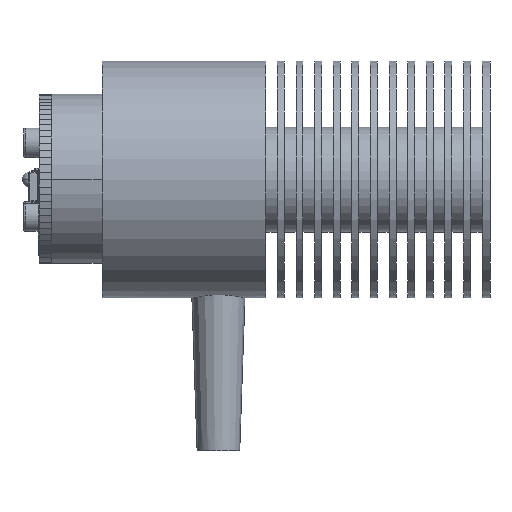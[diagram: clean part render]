
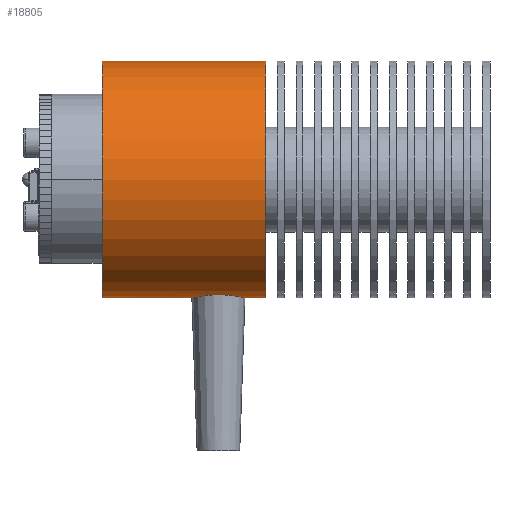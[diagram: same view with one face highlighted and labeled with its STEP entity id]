
A CAD part, front view. The second image highlights one B-rep face of the part: STEP entity #18805.
In plain terms, the highlighted cylindrical face has radius 15.25 mm (diameter 30.5 mm), a partial arc.
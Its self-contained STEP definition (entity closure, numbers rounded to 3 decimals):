
#74 = DIRECTION ( 'NONE',  ( -1., 0., 0. ) ) ;
#265 = DIRECTION ( 'NONE',  ( -1., 0., 0. ) ) ;
#477 = CIRCLE ( 'NONE', #23785, 15.25 ) ;
#898 = CARTESIAN_POINT ( 'NONE',  ( -35.228, -3.5, -14.843 ) ) ;
#919 = VERTEX_POINT ( 'NONE', #6265 ) ;
#950 = B_SPLINE_CURVE_WITH_KNOTS ( 'NONE', 3,
 ( #22234, #21915, #10783, #2978, #8695, #18274, #20209, #24058, #16198, #23973, #12450, #10623, #16278, #24133, #16351, #12687, #6857, #898, #10697, #2902, #12380, #12527, #1135, #1216, #8773, #12608, #14518, #23817, #18434, #14360, #14592, #3140, #14272, #6938 ),
 .UNSPECIFIED., .F., .F.,
 ( 4, 2, 2, 2, 2, 2, 2, 2, 2, 2, 2, 2, 2, 2, 2, 2, 4 ),
 ( 0., 0.001, 0.001, 0.002, 0.003, 0.003, 0.004, 0.005, 0.005, 0.006, 0.007, 0.008, 0.008, 0.009, 0.01, 0.01, 0.011 ),
 .UNSPECIFIED. ) ;
#1135 = CARTESIAN_POINT ( 'NONE',  ( -36.757, -3.036, -14.945 ) ) ;
#1216 = CARTESIAN_POINT ( 'NONE',  ( -37.135, -2.783, -14.995 ) ) ;
#2294 = CIRCLE ( 'NONE', #15764, 15.25 ) ;
#2557 = ORIENTED_EDGE ( 'NONE', *, *, #21253, .F. ) ;
#2558 = VECTOR ( 'NONE', #17278, 1000. ) ;
#2719 = ORIENTED_EDGE ( 'NONE', *, *, #22059, .T. ) ;
#2902 = CARTESIAN_POINT ( 'NONE',  ( -35.91, -3.387, -14.869 ) ) ;
#2978 = CARTESIAN_POINT ( 'NONE',  ( -31.612, -0.909, -15.225 ) ) ;
#3140 = CARTESIAN_POINT ( 'NONE',  ( -38.477, -0.461, -15.245 ) ) ;
#3885 = ORIENTED_EDGE ( 'NONE', *, *, #15366, .F. ) ;
#4340 = VECTOR ( 'NONE', #74, 1000. ) ;
#4375 = LINE ( 'NONE', #22718, #2558 ) ;
#4702 = CARTESIAN_POINT ( 'NONE',  ( -28.9, 0., 15.25 ) ) ;
#5726 = FACE_OUTER_BOUND ( 'NONE', #12069, .T. ) ;
#6265 = CARTESIAN_POINT ( 'NONE',  ( -50., 0., 15.25 ) ) ;
#6611 = CYLINDRICAL_SURFACE ( 'NONE', #10914, 15.25 ) ;
#6857 = CARTESIAN_POINT ( 'NONE',  ( -34.769, -3.5, -14.843 ) ) ;
#6938 = CARTESIAN_POINT ( 'NONE',  ( -38.5, 0., -15.25 ) ) ;
#6988 = CARTESIAN_POINT ( 'NONE',  ( -50., 0., -15.25 ) ) ;
#7784 = ORIENTED_EDGE ( 'NONE', *, *, #15505, .F. ) ;
#8695 = CARTESIAN_POINT ( 'NONE',  ( -31.68, -1.131, -15.209 ) ) ;
#8773 = CARTESIAN_POINT ( 'NONE',  ( -37.313, -2.637, -15.021 ) ) ;
#9673 = DIRECTION ( 'NONE',  ( 0., 0., 1. ) ) ;
#10535 = VERTEX_POINT ( 'NONE', #6988 ) ;
#10623 = CARTESIAN_POINT ( 'NONE',  ( -33.245, -3.037, -14.945 ) ) ;
#10697 = CARTESIAN_POINT ( 'NONE',  ( -35.461, -3.477, -14.848 ) ) ;
#10783 = CARTESIAN_POINT ( 'NONE',  ( -31.523, -0.46, -15.245 ) ) ;
#10914 = AXIS2_PLACEMENT_3D ( 'NONE', #14168, #17758, #12257 ) ;
#11772 = CARTESIAN_POINT ( 'NONE',  ( -28.9, 0., 0. ) ) ;
#12069 = EDGE_LOOP ( 'NONE', ( #3885, #2719, #21921, #17724, #2557, #7784 ) ) ;
#12257 = DIRECTION ( 'NONE',  ( 0., 0., 1. ) ) ;
#12311 = DIRECTION ( 'NONE',  ( -1., 0., 0. ) ) ;
#12380 = CARTESIAN_POINT ( 'NONE',  ( -36.129, -3.321, -14.884 ) ) ;
#12450 = CARTESIAN_POINT ( 'NONE',  ( -32.862, -2.781, -14.995 ) ) ;
#12527 = CARTESIAN_POINT ( 'NONE',  ( -36.553, -3.145, -14.922 ) ) ;
#12608 = CARTESIAN_POINT ( 'NONE',  ( -37.638, -2.312, -15.075 ) ) ;
#12687 = CARTESIAN_POINT ( 'NONE',  ( -34.542, -3.478, -14.848 ) ) ;
#13018 = DIRECTION ( 'NONE',  ( -1., 0., 0. ) ) ;
#13187 = VERTEX_POINT ( 'NONE', #14786 ) ;
#13936 = VERTEX_POINT ( 'NONE', #4702 ) ;
#14168 = CARTESIAN_POINT ( 'NONE',  ( -60.506, 0., 0. ) ) ;
#14272 = CARTESIAN_POINT ( 'NONE',  ( -38.5, -0.229, -15.25 ) ) ;
#14360 = CARTESIAN_POINT ( 'NONE',  ( -38.321, -1.13, -15.21 ) ) ;
#14518 = CARTESIAN_POINT ( 'NONE',  ( -37.782, -2.136, -15.101 ) ) ;
#14592 = CARTESIAN_POINT ( 'NONE',  ( -38.387, -0.912, -15.224 ) ) ;
#14786 = CARTESIAN_POINT ( 'NONE',  ( -38.5, 0., -15.25 ) ) ;
#15366 = EDGE_CURVE ( 'NONE', #18180, #22697, #20458, .T. ) ;
#15505 = EDGE_CURVE ( 'NONE', #22697, #13187, #950, .T. ) ;
#15710 = EDGE_CURVE ( 'NONE', #13936, #919, #4375, .T. ) ;
#15764 = AXIS2_PLACEMENT_3D ( 'NONE', #16214, #12311, #21771 ) ;
#16079 = LINE ( 'NONE', #20716, #24771 ) ;
#16198 = CARTESIAN_POINT ( 'NONE',  ( -32.365, -2.315, -15.074 ) ) ;
#16214 = CARTESIAN_POINT ( 'NONE',  ( -50., 0., 0. ) ) ;
#16278 = CARTESIAN_POINT ( 'NONE',  ( -33.447, -3.145, -14.922 ) ) ;
#16351 = CARTESIAN_POINT ( 'NONE',  ( -34.09, -3.387, -14.869 ) ) ;
#16917 = EDGE_CURVE ( 'NONE', #10535, #919, #2294, .T. ) ;
#17278 = DIRECTION ( 'NONE',  ( -1., 0., 0. ) ) ;
#17724 = ORIENTED_EDGE ( 'NONE', *, *, #16917, .F. ) ;
#17758 = DIRECTION ( 'NONE',  ( -1., 0., 0. ) ) ;
#18180 = VERTEX_POINT ( 'NONE', #20197 ) ;
#18274 = CARTESIAN_POINT ( 'NONE',  ( -31.856, -1.555, -15.172 ) ) ;
#18434 = CARTESIAN_POINT ( 'NONE',  ( -38.145, -1.553, -15.172 ) ) ;
#18805 = ADVANCED_FACE ( 'NONE', ( #5726 ), #6611, .T. ) ;
#19258 = CARTESIAN_POINT ( 'NONE',  ( -31.5, 0., -15.25 ) ) ;
#20197 = CARTESIAN_POINT ( 'NONE',  ( -28.9, 0., -15.25 ) ) ;
#20209 = CARTESIAN_POINT ( 'NONE',  ( -31.964, -1.756, -15.15 ) ) ;
#20458 = LINE ( 'NONE', #23025, #4340 ) ;
#20716 = CARTESIAN_POINT ( 'NONE',  ( -60.506, 0., -15.25 ) ) ;
#21253 = EDGE_CURVE ( 'NONE', #13187, #10535, #16079, .T. ) ;
#21771 = DIRECTION ( 'NONE',  ( 0., 0., 1. ) ) ;
#21915 = CARTESIAN_POINT ( 'NONE',  ( -31.5, -0.232, -15.25 ) ) ;
#21921 = ORIENTED_EDGE ( 'NONE', *, *, #15710, .T. ) ;
#22059 = EDGE_CURVE ( 'NONE', #18180, #13936, #477, .T. ) ;
#22234 = CARTESIAN_POINT ( 'NONE',  ( -31.5, 0., -15.25 ) ) ;
#22697 = VERTEX_POINT ( 'NONE', #19258 ) ;
#22718 = CARTESIAN_POINT ( 'NONE',  ( -60.506, 0., 15.25 ) ) ;
#23025 = CARTESIAN_POINT ( 'NONE',  ( -60.506, 0., -15.25 ) ) ;
#23785 = AXIS2_PLACEMENT_3D ( 'NONE', #11772, #265, #9673 ) ;
#23817 = CARTESIAN_POINT ( 'NONE',  ( -38.035, -1.758, -15.15 ) ) ;
#23973 = CARTESIAN_POINT ( 'NONE',  ( -32.687, -2.636, -15.021 ) ) ;
#24058 = CARTESIAN_POINT ( 'NONE',  ( -32.218, -2.136, -15.101 ) ) ;
#24133 = CARTESIAN_POINT ( 'NONE',  ( -33.868, -3.32, -14.885 ) ) ;
#24771 = VECTOR ( 'NONE', #13018, 1000. ) ;
